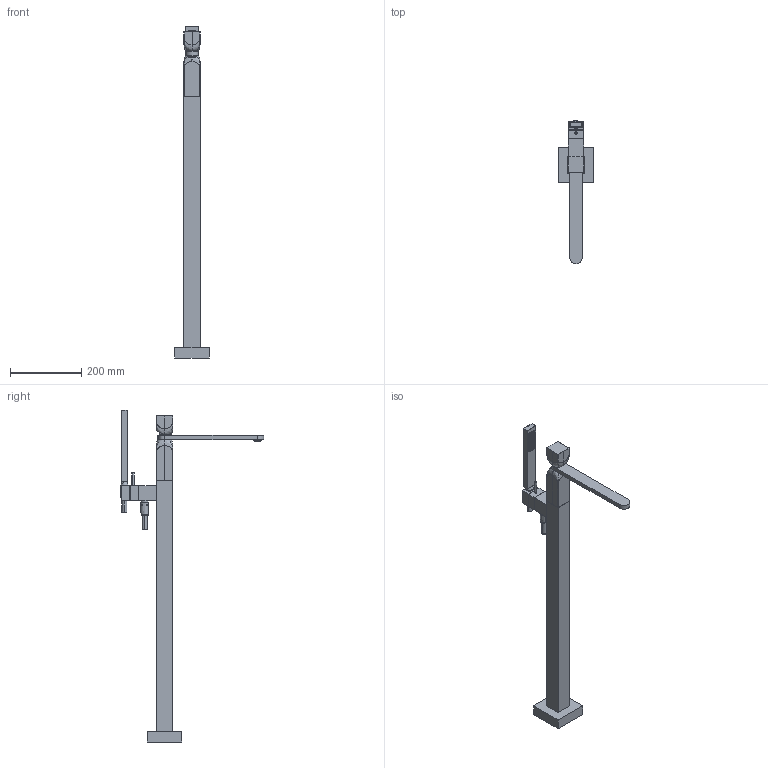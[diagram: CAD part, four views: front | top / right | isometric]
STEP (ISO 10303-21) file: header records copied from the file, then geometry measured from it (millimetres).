
FILE_DESCRIPTION(('CATIA V5 STEP Exchange','CAx-IF Rec.Pracs.--- Model Styling and Organization---1.5--- 2016-08-15','CAx-IF Rec.Pracs.---Supplemental Geometry---1.0---2011-11-01','CAx-IF Rec.Pracs.--- Composite Materials ---3.4---2017-06-13','CAx-IF Rec.Pracs.---Tessellated 3D Geometry---1.0---2015-12-17'),'2;1');
FILE_NAME('RI014204 Vasca a pavimento.stp','2023-01-26T15:52:08+00:00',('none'),('none'),'CATIA Version 5-6 Release 2020 SP2','CATIA V5 STEP AP242 v2','none');
FILE_SCHEMA(('AP242_MANAGED_MODEL_BASED_3D_ENGINEERING_MIM_LF {1 0 10303 442 1 1 4}'));
Products named in the file (1): RI014204_AllCATPart
Bounding box: 97 x 401.3 x 929.4 mm (x, y, z)
Volume: 21623.6 mm3; surface area: 276450.7 mm2
Topology: 10 solids, 509 shells, 727 faces, 2880 edges, 2685 vertices
Faces by surface type: plane 430, cylinder 183, cone 44, bspline 32, extrusion 16, torus 14, sphere 4, revolution 4
Entity records: 48508 total; most frequent: CARTESIAN_POINT 25576, DIRECTION 3478, ORIENTED_EDGE 3425, EDGE_CURVE 2874, VERTEX_POINT 2685, VECTOR 1849, LINE 1833, AXIS2_PLACEMENT_3D 1048
